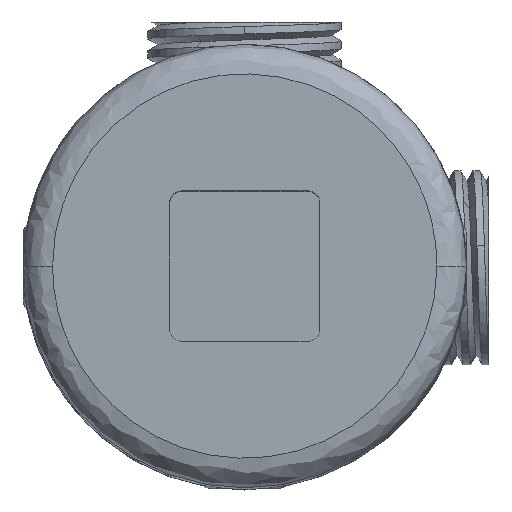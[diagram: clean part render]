
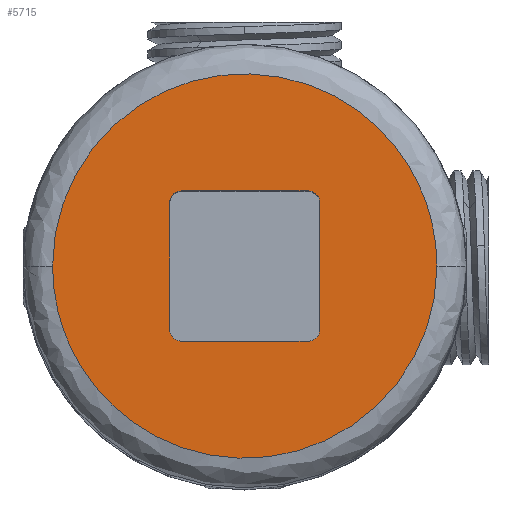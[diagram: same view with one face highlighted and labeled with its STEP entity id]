
A CAD part, top view. The second image highlights one B-rep face of the part: STEP entity #5715.
In plain terms, the highlighted face is planar.
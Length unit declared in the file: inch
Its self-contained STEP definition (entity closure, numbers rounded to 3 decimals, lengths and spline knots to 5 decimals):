
#28 = AXIS2_PLACEMENT_3D ( 'NONE', #7642, #6222, #6357 ) ;
#90 = ORIENTED_EDGE ( 'NONE', *, *, #5648, .F. ) ;
#342 = EDGE_CURVE ( 'NONE', #1512, #7439, #4669, .T. ) ;
#493 = DIRECTION ( 'NONE',  ( 1., 0., 0. ) ) ;
#705 = DIRECTION ( 'NONE',  ( 1., 0., 0. ) ) ;
#813 = EDGE_CURVE ( 'NONE', #2177, #7953, #2112, .T. ) ;
#1002 = CARTESIAN_POINT ( 'NONE',  ( -0.3125, 0.0635, 0.0535 ) ) ;
#1035 = CARTESIAN_POINT ( 'NONE',  ( -0.3125, -0.325, 0.1625 ) ) ;
#1351 = VERTEX_POINT ( 'NONE', #2376 ) ;
#1479 = DIRECTION ( 'NONE',  ( 0., 0., 1. ) ) ;
#1512 = VERTEX_POINT ( 'NONE', #7396 ) ;
#1587 = CARTESIAN_POINT ( 'NONE',  ( -0.3125, 0., 0.1625 ) ) ;
#1873 = VECTOR ( 'NONE', #6407, 39.37008 ) ;
#1894 = CARTESIAN_POINT ( 'NONE',  ( -0.3125, 0., 0. ) ) ;
#1989 = CARTESIAN_POINT ( 'NONE',  ( -0.3125, 0.325, -0.1625 ) ) ;
#2086 = DIRECTION ( 'NONE',  ( 1., 0., 0. ) ) ;
#2094 = VECTOR ( 'NONE', #2502, 39.37008 ) ;
#2112 = CIRCLE ( 'NONE', #28, 0.01 ) ;
#2177 = VERTEX_POINT ( 'NONE', #1002 ) ;
#2291 = CARTESIAN_POINT ( 'NONE',  ( -0.3125, 0., 0.1625 ) ) ;
#2308 = ORIENTED_EDGE ( 'NONE', *, *, #6584, .F. ) ;
#2360 = VERTEX_POINT ( 'NONE', #2438 ) ;
#2376 = CARTESIAN_POINT ( 'NONE',  ( -0.3125, -0.0535, -0.0635 ) ) ;
#2438 = CARTESIAN_POINT ( 'NONE',  ( -0.3125, -0.0535, 0.0635 ) ) ;
#2501 = CIRCLE ( 'NONE', #3622, 0.01 ) ;
#2502 = DIRECTION ( 'NONE',  ( 0., -1., 0. ) ) ;
#2545 = DIRECTION ( 'NONE',  ( 0., 0., -1. ) ) ;
#2564 = VERTEX_POINT ( 'NONE', #6373 ) ;
#2735 = ORIENTED_EDGE ( 'NONE', *, *, #5078, .F. ) ;
#2851 = DIRECTION ( 'NONE',  ( 0., 0., -1. ) ) ;
#3192 = DIRECTION ( 'NONE',  ( 0., 0., -1. ) ) ;
#3249 = VERTEX_POINT ( 'NONE', #7569 ) ;
#3303 = AXIS2_PLACEMENT_3D ( 'NONE', #4940, #705, #3192 ) ;
#3326 = CARTESIAN_POINT ( 'NONE',  ( -0.3125, 0., 0.0635 ) ) ;
#3327 = CARTESIAN_POINT ( 'NONE',  ( -0.3125, -0.0635, 0.0535 ) ) ;
#3417 = VERTEX_POINT ( 'NONE', #2291 ) ;
#3551 = VECTOR ( 'NONE', #7926, 39.37008 ) ;
#3605 = CARTESIAN_POINT ( 'NONE',  ( -0.3125, 0.0635, 0. ) ) ;
#3622 = AXIS2_PLACEMENT_3D ( 'NONE', #5674, #2086, #2851 ) ;
#3654 = DIRECTION ( 'NONE',  ( 0., 0., -1. ) ) ;
#3707 = CARTESIAN_POINT ( 'NONE',  ( -0.3125, 0., -0.1625 ) ) ;
#3747 = LINE ( 'NONE', #3605, #1873 ) ;
#3797 = ORIENTED_EDGE ( 'NONE', *, *, #8091, .T. ) ;
#3877 = CARTESIAN_POINT ( 'NONE',  ( -0.3125, -0.0635, 0. ) ) ;
#4087 = CARTESIAN_POINT ( 'NONE',  ( -0.3125, 0., -0.1625 ) ) ;
#4177 = CARTESIAN_POINT ( 'NONE',  ( -0.3125, 0.0535, 0.0635 ) ) ;
#4510 = CARTESIAN_POINT ( 'NONE',  ( -0.3125, 0.325, 0.1625 ) ) ;
#4566 = EDGE_LOOP ( 'NONE', ( #2735, #2308 ) ) ;
#4602 = VERTEX_POINT ( 'NONE', #3707 ) ;
#4668 = LINE ( 'NONE', #3326, #3551 ) ;
#4669 = LINE ( 'NONE', #3877, #7114 ) ;
#4674 = FACE_BOUND ( 'NONE', #7504, .T. ) ;
#4707 = ORIENTED_EDGE ( 'NONE', *, *, #813, .T. ) ;
#4940 = CARTESIAN_POINT ( 'NONE',  ( -0.3125, -0.0535, 0.0535 ) ) ;
#5078 = EDGE_CURVE ( 'NONE', #3417, #4602, #5774, .T. ) ;
#5096 = ORIENTED_EDGE ( 'NONE', *, *, #342, .F. ) ;
#5483 = PLANE ( 'NONE',  #5560 ) ;
#5548 = CARTESIAN_POINT ( 'NONE',  ( -0.3125, 0., 0.1625 ) ) ;
#5560 = AXIS2_PLACEMENT_3D ( 'NONE', #1894, #6134, #2545 ) ;
#5576 = EDGE_CURVE ( 'NONE', #2360, #7439, #6370, .T. ) ;
#5579 = LINE ( 'NONE', #7256, #2094 ) ;
#5648 = EDGE_CURVE ( 'NONE', #2360, #7953, #4668, .T. ) ;
#5674 = CARTESIAN_POINT ( 'NONE',  ( -0.3125, 0.0535, -0.0535 ) ) ;
#5715 = ADVANCED_FACE ( 'NONE', ( #4674, #6523 ), #5483, .F. ) ;
#5774 =( BOUNDED_CURVE ( )  B_SPLINE_CURVE ( 3, ( #5548, #1035, #5811, #6595 ),
 .UNSPECIFIED., .F., .F. ) 
 B_SPLINE_CURVE_WITH_KNOTS ( ( 4, 4 ),
 ( 0., 1. ),
 .UNSPECIFIED. ) 
 CURVE ( )  GEOMETRIC_REPRESENTATION_ITEM ( )  RATIONAL_B_SPLINE_CURVE ( ( 1., 0.333, 0.333, 1. ) ) 
 REPRESENTATION_ITEM ( '' )  );
#5811 = CARTESIAN_POINT ( 'NONE',  ( -0.3125, -0.325, -0.1625 ) ) ;
#6134 = DIRECTION ( 'NONE',  ( 1., 0., 0. ) ) ;
#6222 = DIRECTION ( 'NONE',  ( 1., 0., 0. ) ) ;
#6357 = DIRECTION ( 'NONE',  ( 0., 0., -1. ) ) ;
#6370 = CIRCLE ( 'NONE', #3303, 0.01 ) ;
#6373 = CARTESIAN_POINT ( 'NONE',  ( -0.3125, 0.0635, -0.0535 ) ) ;
#6407 = DIRECTION ( 'NONE',  ( 0., 0., -1. ) ) ;
#6523 = FACE_OUTER_BOUND ( 'NONE', #4566, .T. ) ;
#6584 = EDGE_CURVE ( 'NONE', #4602, #3417, #7893, .T. ) ;
#6595 = CARTESIAN_POINT ( 'NONE',  ( -0.3125, 0., -0.1625 ) ) ;
#6609 = EDGE_CURVE ( 'NONE', #3249, #1351, #5579, .T. ) ;
#6982 = ORIENTED_EDGE ( 'NONE', *, *, #5576, .T. ) ;
#6984 = AXIS2_PLACEMENT_3D ( 'NONE', #7609, #493, #3654 ) ;
#7114 = VECTOR ( 'NONE', #1479, 39.37008 ) ;
#7170 = EDGE_CURVE ( 'NONE', #2177, #2564, #3747, .T. ) ;
#7217 = ORIENTED_EDGE ( 'NONE', *, *, #8140, .T. ) ;
#7256 = CARTESIAN_POINT ( 'NONE',  ( -0.3125, 0., -0.0635 ) ) ;
#7396 = CARTESIAN_POINT ( 'NONE',  ( -0.3125, -0.0635, -0.0535 ) ) ;
#7439 = VERTEX_POINT ( 'NONE', #3327 ) ;
#7504 = EDGE_LOOP ( 'NONE', ( #90, #6982, #5096, #3797, #7962, #7217, #7641, #4707 ) ) ;
#7569 = CARTESIAN_POINT ( 'NONE',  ( -0.3125, 0.0535, -0.0635 ) ) ;
#7609 = CARTESIAN_POINT ( 'NONE',  ( -0.3125, -0.0535, -0.0535 ) ) ;
#7641 = ORIENTED_EDGE ( 'NONE', *, *, #7170, .F. ) ;
#7642 = CARTESIAN_POINT ( 'NONE',  ( -0.3125, 0.0535, 0.0535 ) ) ;
#7893 =( BOUNDED_CURVE ( )  B_SPLINE_CURVE ( 3, ( #4087, #1989, #4510, #1587 ),
 .UNSPECIFIED., .F., .F. ) 
 B_SPLINE_CURVE_WITH_KNOTS ( ( 4, 4 ),
 ( 0., 1. ),
 .UNSPECIFIED. ) 
 CURVE ( )  GEOMETRIC_REPRESENTATION_ITEM ( )  RATIONAL_B_SPLINE_CURVE ( ( 1., 0.333, 0.333, 1. ) ) 
 REPRESENTATION_ITEM ( '' )  );
#7903 = CIRCLE ( 'NONE', #6984, 0.01 ) ;
#7926 = DIRECTION ( 'NONE',  ( 0., 1., 0. ) ) ;
#7953 = VERTEX_POINT ( 'NONE', #4177 ) ;
#7962 = ORIENTED_EDGE ( 'NONE', *, *, #6609, .F. ) ;
#8091 = EDGE_CURVE ( 'NONE', #1512, #1351, #7903, .T. ) ;
#8140 = EDGE_CURVE ( 'NONE', #3249, #2564, #2501, .T. ) ;
